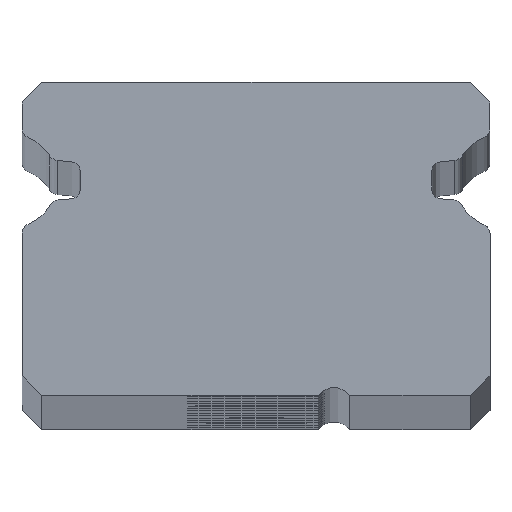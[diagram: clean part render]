
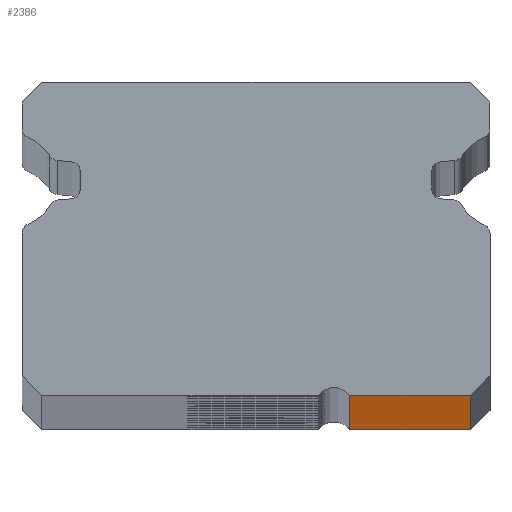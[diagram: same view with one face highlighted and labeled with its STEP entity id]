
A CAD part, top view. The second image highlights one B-rep face of the part: STEP entity #2386.
In plain terms, the highlighted planar face has unit normal (0, -1, 0).
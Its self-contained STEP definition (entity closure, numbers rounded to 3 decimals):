
#143 = CARTESIAN_POINT ( 'NONE',  ( 2.393, -5.5, 250. ) ) ;
#260 = CARTESIAN_POINT ( 'NONE',  ( 2.393, -5.5, -250. ) ) ;
#412 = LINE ( 'NONE', #260, #4219 ) ;
#486 = EDGE_CURVE ( 'NONE', #4728, #4477, #412, .T. ) ;
#509 = DIRECTION ( 'NONE',  ( 0., 1., 0. ) ) ;
#520 = VERTEX_POINT ( 'NONE', #605 ) ;
#545 = VECTOR ( 'NONE', #4331, 1000. ) ;
#605 = CARTESIAN_POINT ( 'NONE',  ( 5.484, -5.5, 250. ) ) ;
#673 = ORIENTED_EDGE ( 'NONE', *, *, #2186, .T. ) ;
#776 = AXIS2_PLACEMENT_3D ( 'NONE', #2914, #509, #3231 ) ;
#1024 = EDGE_CURVE ( 'NONE', #520, #4477, #4329, .T. ) ;
#1317 = PLANE ( 'NONE',  #776 ) ;
#1477 = VERTEX_POINT ( 'NONE', #1949 ) ;
#1594 = ORIENTED_EDGE ( 'NONE', *, *, #486, .T. ) ;
#1733 = DIRECTION ( 'NONE',  ( 0., 0., -1. ) ) ;
#1883 = LINE ( 'NONE', #143, #545 ) ;
#1890 = EDGE_CURVE ( 'NONE', #1477, #520, #4997, .T. ) ;
#1949 = CARTESIAN_POINT ( 'NONE',  ( 2.393, -5.5, 250. ) ) ;
#2186 = EDGE_CURVE ( 'NONE', #1477, #4728, #1883, .T. ) ;
#2288 = VECTOR ( 'NONE', #1733, 1000. ) ;
#2386 = ADVANCED_FACE ( 'NONE', ( #3092 ), #1317, .F. ) ;
#2494 = CARTESIAN_POINT ( 'NONE',  ( 5.484, -5.5, 250. ) ) ;
#2626 = CARTESIAN_POINT ( 'NONE',  ( 2.393, -5.5, 250. ) ) ;
#2667 = EDGE_LOOP ( 'NONE', ( #1594, #4439, #4140, #673 ) ) ;
#2914 = CARTESIAN_POINT ( 'NONE',  ( 2.393, -5.5, 250. ) ) ;
#2954 = VECTOR ( 'NONE', #3414, 1000. ) ;
#2994 = DIRECTION ( 'NONE',  ( 1., 0., 0. ) ) ;
#3092 = FACE_OUTER_BOUND ( 'NONE', #2667, .T. ) ;
#3231 = DIRECTION ( 'NONE',  ( 0., 0., 1. ) ) ;
#3414 = DIRECTION ( 'NONE',  ( 1., 0., 0. ) ) ;
#3601 = CARTESIAN_POINT ( 'NONE',  ( 5.484, -5.5, -250. ) ) ;
#3807 = CARTESIAN_POINT ( 'NONE',  ( 2.393, -5.5, -250. ) ) ;
#4140 = ORIENTED_EDGE ( 'NONE', *, *, #1890, .F. ) ;
#4219 = VECTOR ( 'NONE', #2994, 1000. ) ;
#4329 = LINE ( 'NONE', #2494, #2288 ) ;
#4331 = DIRECTION ( 'NONE',  ( 0., 0., -1. ) ) ;
#4439 = ORIENTED_EDGE ( 'NONE', *, *, #1024, .F. ) ;
#4477 = VERTEX_POINT ( 'NONE', #3601 ) ;
#4728 = VERTEX_POINT ( 'NONE', #3807 ) ;
#4997 = LINE ( 'NONE', #2626, #2954 ) ;
